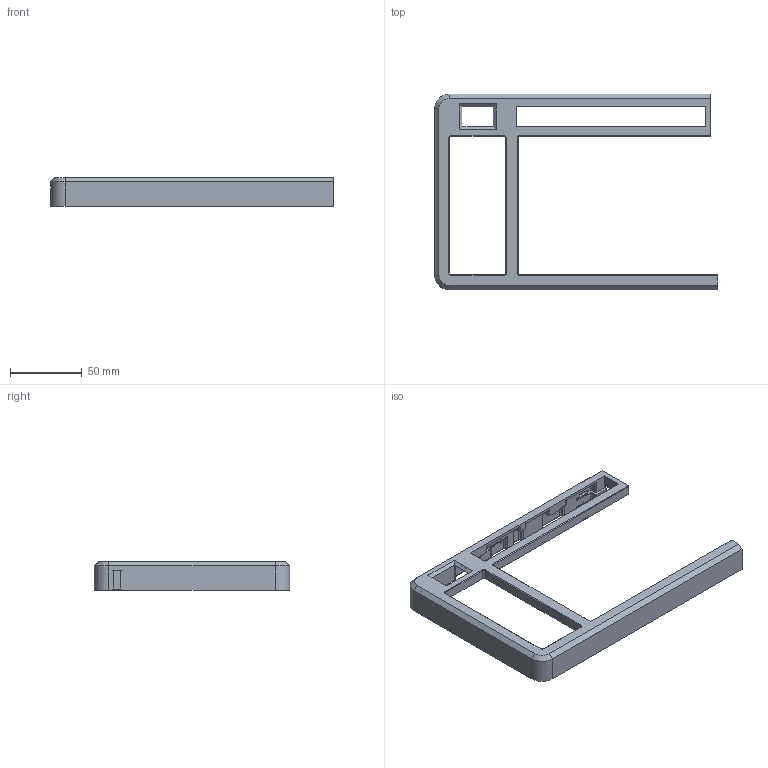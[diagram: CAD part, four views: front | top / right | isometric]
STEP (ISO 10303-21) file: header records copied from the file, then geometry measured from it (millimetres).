
FILE_DESCRIPTION(/* description */ (''),/* implementation_level */ '2;1');
FILE_NAME(/* name */ 'aloidia_case_left.step',/* time_stamp */ '2022-07-22T21:12:11+02:00',/* author */ (''),/* organization */ (''),/* preprocessor_version */ 'ST-DEVELOPER v19',/* originating_system */ 'Autodesk Translation Framework v11.7.0.108',/* authorisation */ '');
FILE_SCHEMA (('AUTOMOTIVE_DESIGN { 1 0 10303 214 3 1 1 }'));
Length unit declared in the file: millimetre
Products named in the file (1): Top Case Left
Bounding box: 196.36 x 135.66 x 20.1 mm (x, y, z)
Volume: 81643.6 mm3; surface area: 40017.5 mm2
Topology: 1 solids, 1 shells, 333 faces, 908 edges, 587 vertices
Faces by surface type: plane 192, cylinder 121, cone 20
Full cylindrical faces by diameter (mm): 4.1 x16
Entity records: 10564 total; most frequent: CARTESIAN_POINT 1844, DIRECTION 1840, ORIENTED_EDGE 1816, EDGE_CURVE 908, LINE 638, VECTOR 638, AXIS2_PLACEMENT_3D 601, VERTEX_POINT 587
